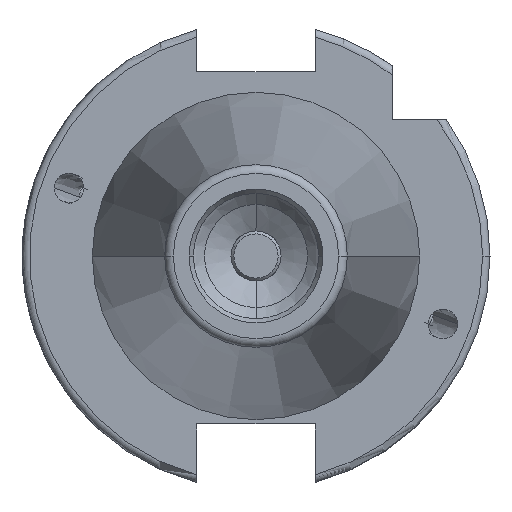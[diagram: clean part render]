
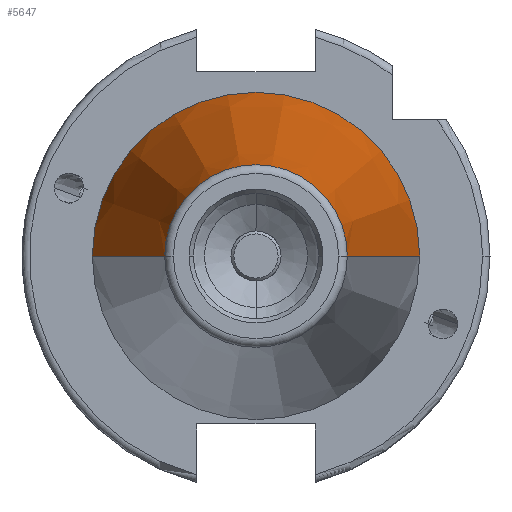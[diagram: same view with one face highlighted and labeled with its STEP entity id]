
A CAD part, left-side view. The second image highlights one B-rep face of the part: STEP entity #5647.
In plain terms, the highlighted conical face has half-angle 8.297 degrees and reference radius 22.225 mm.
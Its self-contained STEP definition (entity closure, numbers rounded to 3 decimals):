
#591 = DIRECTION ( 'NONE',  ( 0.99, 0.144, 0. ) ) ;
#592 = VECTOR ( 'NONE', #591, 1000. ) ;
#593 = CARTESIAN_POINT ( 'NONE',  ( 0., 22.225, 0. ) ) ;
#594 = LINE ( 'NONE', #593, #592 ) ;
#640 = CARTESIAN_POINT ( 'NONE',  ( 0., 22.225, 0. ) ) ;
#641 = DIRECTION ( 'NONE',  ( 0., -1., 0. ) ) ;
#642 = DIRECTION ( 'NONE',  ( -1., 0., 0. ) ) ;
#643 = CARTESIAN_POINT ( 'NONE',  ( 0., 0., 0. ) ) ;
#644 = AXIS2_PLACEMENT_3D ( 'NONE', #643, #642, #641 ) ;
#645 = CIRCLE ( 'NONE', #644, 22.225 ) ;
#747 = CARTESIAN_POINT ( 'NONE',  ( 0., -22.225, 0. ) ) ;
#846 = DIRECTION ( 'NONE',  ( 0., 1., 0. ) ) ;
#847 = AXIS2_PLACEMENT_3D ( 'NONE', #848, #907, #846 ) ;
#848 = CARTESIAN_POINT ( 'NONE',  ( 0., 0., 0. ) ) ;
#849 = CONICAL_SURFACE ( 'NONE', #847, 22.225, 0.145 ) ;
#907 = DIRECTION ( 'NONE',  ( 1., 0., 0. ) ) ;
#939 = CARTESIAN_POINT ( 'NONE',  ( -67.373, -12.4, 0. ) ) ;
#941 = DIRECTION ( 'NONE',  ( 0.99, -0.144, 0. ) ) ;
#942 = VECTOR ( 'NONE', #941, 1000. ) ;
#943 = CARTESIAN_POINT ( 'NONE',  ( 0., -22.225, 0. ) ) ;
#944 = LINE ( 'NONE', #943, #942 ) ;
#1043 = FACE_OUTER_BOUND ( 'NONE', #5436, .T. ) ;
#4905 = CARTESIAN_POINT ( 'NONE',  ( -67.373, 12.4, 0. ) ) ;
#4906 = DIRECTION ( 'NONE',  ( 0., -1., 0. ) ) ;
#4907 = DIRECTION ( 'NONE',  ( -1., 0., 0. ) ) ;
#4908 = CARTESIAN_POINT ( 'NONE',  ( -67.373, 0., 0. ) ) ;
#4909 = AXIS2_PLACEMENT_3D ( 'NONE', #4908, #4907, #4906 ) ;
#4910 = CIRCLE ( 'NONE', #4909, 12.4 ) ;
#5436 = EDGE_LOOP ( 'NONE', ( #5648, #5649, #5559, #5562 ) ) ;
#5519 = EDGE_CURVE ( 'NONE', #9122, #5561, #594, .T. ) ;
#5558 = VERTEX_POINT ( 'NONE', #747 ) ;
#5559 = ORIENTED_EDGE ( 'NONE', *, *, #5560, .T. ) ;
#5560 = EDGE_CURVE ( 'NONE', #5558, #5561, #645, .T. ) ;
#5561 = VERTEX_POINT ( 'NONE', #640 ) ;
#5562 = ORIENTED_EDGE ( 'NONE', *, *, #5519, .F. ) ;
#5647 = ADVANCED_FACE ( 'NONE', ( #1043 ), #849, .T. ) ;
#5648 = ORIENTED_EDGE ( 'NONE', *, *, #9120, .F. ) ;
#5649 = ORIENTED_EDGE ( 'NONE', *, *, #5650, .T. ) ;
#5650 = EDGE_CURVE ( 'NONE', #5652, #5558, #944, .T. ) ;
#5652 = VERTEX_POINT ( 'NONE', #939 ) ;
#9120 = EDGE_CURVE ( 'NONE', #5652, #9122, #4910, .T. ) ;
#9122 = VERTEX_POINT ( 'NONE', #4905 ) ;
